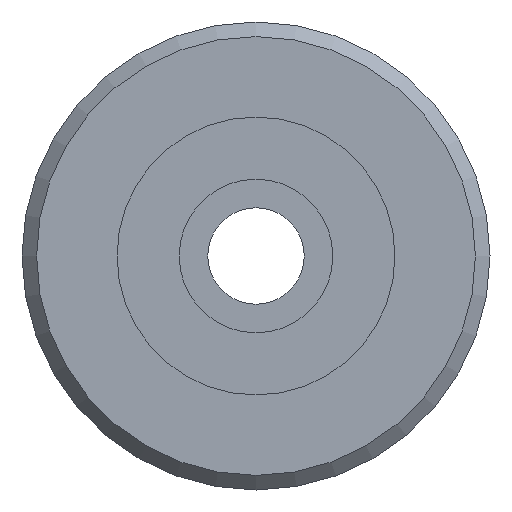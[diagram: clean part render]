
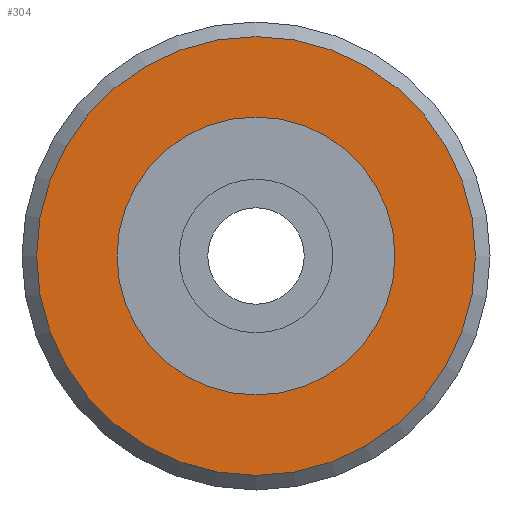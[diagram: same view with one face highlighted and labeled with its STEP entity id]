
A CAD part, front view. The second image highlights one B-rep face of the part: STEP entity #304.
In plain terms, the highlighted planar face has unit normal (0, -1, 0).
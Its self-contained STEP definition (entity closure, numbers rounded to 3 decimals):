
#6 = AXIS2_PLACEMENT_3D ( 'NONE', #321, #231, #261 ) ;
#10 = ORIENTED_EDGE ( 'NONE', *, *, #259, .F. ) ;
#14 = CARTESIAN_POINT ( 'NONE',  ( -9.5, -12.4, 0. ) ) ;
#27 = PLANE ( 'NONE',  #123 ) ;
#33 = CARTESIAN_POINT ( 'NONE',  ( 0., -12.4, 0. ) ) ;
#84 = DIRECTION ( 'NONE',  ( 1., 0., 0. ) ) ;
#86 = ORIENTED_EDGE ( 'NONE', *, *, #234, .T. ) ;
#87 = FACE_BOUND ( 'NONE', #209, .T. ) ;
#114 = CIRCLE ( 'NONE', #6, 9.5 ) ;
#118 = VERTEX_POINT ( 'NONE', #359 ) ;
#123 = AXIS2_PLACEMENT_3D ( 'NONE', #167, #346, #84 ) ;
#141 = EDGE_LOOP ( 'NONE', ( #10 ) ) ;
#167 = CARTESIAN_POINT ( 'NONE',  ( 15., -12.4, 0. ) ) ;
#196 = FACE_OUTER_BOUND ( 'NONE', #141, .T. ) ;
#209 = EDGE_LOOP ( 'NONE', ( #86 ) ) ;
#210 = VERTEX_POINT ( 'NONE', #14 ) ;
#231 = DIRECTION ( 'NONE',  ( 0., 1., 0. ) ) ;
#234 = EDGE_CURVE ( 'NONE', #210, #210, #114, .T. ) ;
#257 = AXIS2_PLACEMENT_3D ( 'NONE', #33, #352, #284 ) ;
#259 = EDGE_CURVE ( 'NONE', #118, #118, #272, .T. ) ;
#261 = DIRECTION ( 'NONE',  ( -1., 0., 0. ) ) ;
#272 = CIRCLE ( 'NONE', #257, 15. ) ;
#284 = DIRECTION ( 'NONE',  ( -1., 0., 0. ) ) ;
#304 = ADVANCED_FACE ( 'NONE', ( #196, #87 ), #27, .T. ) ;
#321 = CARTESIAN_POINT ( 'NONE',  ( 0., -12.4, 0. ) ) ;
#346 = DIRECTION ( 'NONE',  ( 0., -1., 0. ) ) ;
#352 = DIRECTION ( 'NONE',  ( 0., 1., 0. ) ) ;
#359 = CARTESIAN_POINT ( 'NONE',  ( -15., -12.4, 0. ) ) ;
